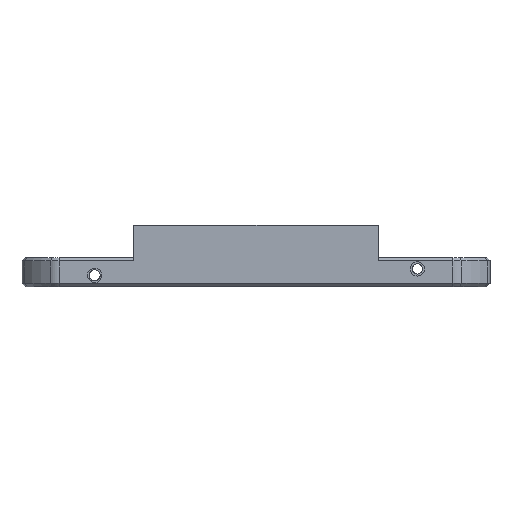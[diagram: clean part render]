
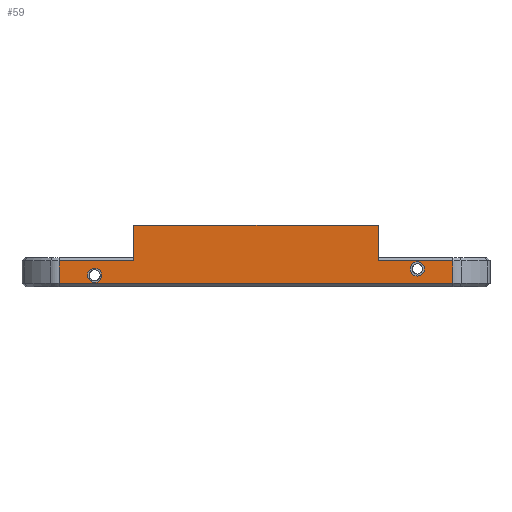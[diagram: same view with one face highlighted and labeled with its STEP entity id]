
A CAD part, left-side view. The second image highlights one B-rep face of the part: STEP entity #59.
In plain terms, the highlighted planar face has unit normal (-1, 0, 0).
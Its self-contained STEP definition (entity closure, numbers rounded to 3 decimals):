
#21 = EDGE_CURVE('',#22,#24,#26,.T.);
#22 = VERTEX_POINT('',#23);
#23 = CARTESIAN_POINT('',(-22.5,-61.,1.));
#24 = VERTEX_POINT('',#25);
#25 = CARTESIAN_POINT('',(-22.5,-61.,8.));
#26 = LINE('',#27,#28);
#27 = CARTESIAN_POINT('',(-22.5,-61.,0.));
#28 = VECTOR('',#29,1.);
#29 = DIRECTION('',(0.,0.,1.));
#59 = ADVANCED_FACE('',(#60,#133,#144),#155,.T.);
#60 = FACE_BOUND('',#61,.T.);
#61 = EDGE_LOOP('',(#62,#63,#71,#79,#87,#95,#103,#111,#119,#127));
#62 = ORIENTED_EDGE('',*,*,#21,.T.);
#63 = ORIENTED_EDGE('',*,*,#64,.F.);
#64 = EDGE_CURVE('',#65,#24,#67,.T.);
#65 = VERTEX_POINT('',#66);
#66 = CARTESIAN_POINT('',(-22.5,-37.927,8.));
#67 = LINE('',#68,#69);
#68 = CARTESIAN_POINT('',(-22.5,-37.927,8.));
#69 = VECTOR('',#70,1.);
#70 = DIRECTION('',(-0.,-1.,-0.));
#71 = ORIENTED_EDGE('',*,*,#72,.F.);
#72 = EDGE_CURVE('',#73,#65,#75,.T.);
#73 = VERTEX_POINT('',#74);
#74 = CARTESIAN_POINT('',(-22.5,-37.927,9.));
#75 = LINE('',#76,#77);
#76 = CARTESIAN_POINT('',(-22.5,-37.927,9.));
#77 = VECTOR('',#78,1.);
#78 = DIRECTION('',(-0.,-0.,-1.));
#79 = ORIENTED_EDGE('',*,*,#80,.T.);
#80 = EDGE_CURVE('',#73,#81,#83,.T.);
#81 = VERTEX_POINT('',#82);
#82 = CARTESIAN_POINT('',(-22.5,-37.927,19.));
#83 = LINE('',#84,#85);
#84 = CARTESIAN_POINT('',(-22.5,-37.927,9.));
#85 = VECTOR('',#86,1.);
#86 = DIRECTION('',(0.,0.,1.));
#87 = ORIENTED_EDGE('',*,*,#88,.F.);
#88 = EDGE_CURVE('',#89,#81,#91,.T.);
#89 = VERTEX_POINT('',#90);
#90 = CARTESIAN_POINT('',(-22.5,37.927,19.));
#91 = LINE('',#92,#93);
#92 = CARTESIAN_POINT('',(-22.5,0.,19.));
#93 = VECTOR('',#94,1.);
#94 = DIRECTION('',(0.,-1.,0.));
#95 = ORIENTED_EDGE('',*,*,#96,.F.);
#96 = EDGE_CURVE('',#97,#89,#99,.T.);
#97 = VERTEX_POINT('',#98);
#98 = CARTESIAN_POINT('',(-22.5,37.927,9.));
#99 = LINE('',#100,#101);
#100 = CARTESIAN_POINT('',(-22.5,37.927,9.));
#101 = VECTOR('',#102,1.);
#102 = DIRECTION('',(0.,0.,1.));
#103 = ORIENTED_EDGE('',*,*,#104,.T.);
#104 = EDGE_CURVE('',#97,#105,#107,.T.);
#105 = VERTEX_POINT('',#106);
#106 = CARTESIAN_POINT('',(-22.5,37.927,8.));
#107 = LINE('',#108,#109);
#108 = CARTESIAN_POINT('',(-22.5,37.927,9.));
#109 = VECTOR('',#110,1.);
#110 = DIRECTION('',(0.,0.,-1.));
#111 = ORIENTED_EDGE('',*,*,#112,.T.);
#112 = EDGE_CURVE('',#105,#113,#115,.T.);
#113 = VERTEX_POINT('',#114);
#114 = CARTESIAN_POINT('',(-22.5,61.,8.));
#115 = LINE('',#116,#117);
#116 = CARTESIAN_POINT('',(-22.5,37.927,8.));
#117 = VECTOR('',#118,1.);
#118 = DIRECTION('',(0.,1.,0.));
#119 = ORIENTED_EDGE('',*,*,#120,.F.);
#120 = EDGE_CURVE('',#121,#113,#123,.T.);
#121 = VERTEX_POINT('',#122);
#122 = CARTESIAN_POINT('',(-22.5,61.,1.));
#123 = LINE('',#124,#125);
#124 = CARTESIAN_POINT('',(-22.5,61.,0.));
#125 = VECTOR('',#126,1.);
#126 = DIRECTION('',(0.,0.,1.));
#127 = ORIENTED_EDGE('',*,*,#128,.T.);
#128 = EDGE_CURVE('',#121,#22,#129,.T.);
#129 = LINE('',#130,#131);
#130 = CARTESIAN_POINT('',(-22.5,61.,1.));
#131 = VECTOR('',#132,1.);
#132 = DIRECTION('',(-0.,-1.,0.));
#133 = FACE_BOUND('',#134,.T.);
#134 = EDGE_LOOP('',(#135));
#135 = ORIENTED_EDGE('',*,*,#136,.T.);
#136 = EDGE_CURVE('',#137,#137,#139,.T.);
#137 = VERTEX_POINT('',#138);
#138 = CARTESIAN_POINT('',(-22.5,50.,1.3));
#139 = CIRCLE('',#140,2.2);
#140 = AXIS2_PLACEMENT_3D('',#141,#142,#143);
#141 = CARTESIAN_POINT('',(-22.5,50.,3.5));
#142 = DIRECTION('',(1.,0.,0.));
#143 = DIRECTION('',(0.,0.,-1.));
#144 = FACE_BOUND('',#145,.T.);
#145 = EDGE_LOOP('',(#146));
#146 = ORIENTED_EDGE('',*,*,#147,.T.);
#147 = EDGE_CURVE('',#148,#148,#150,.T.);
#148 = VERTEX_POINT('',#149);
#149 = CARTESIAN_POINT('',(-22.5,-50.,3.3));
#150 = CIRCLE('',#151,2.2);
#151 = AXIS2_PLACEMENT_3D('',#152,#153,#154);
#152 = CARTESIAN_POINT('',(-22.5,-50.,5.5));
#153 = DIRECTION('',(1.,0.,0.));
#154 = DIRECTION('',(0.,0.,-1.));
#155 = PLANE('',#156);
#156 = AXIS2_PLACEMENT_3D('',#157,#158,#159);
#157 = CARTESIAN_POINT('',(-22.5,0.,7.864));
#158 = DIRECTION('',(-1.,-0.,-0.));
#159 = DIRECTION('',(0.,0.,-1.));
